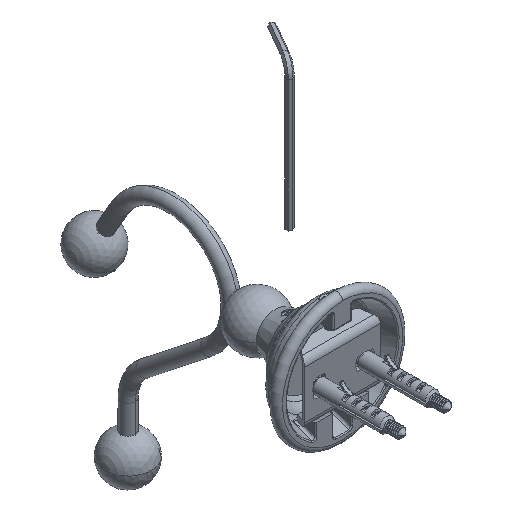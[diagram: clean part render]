
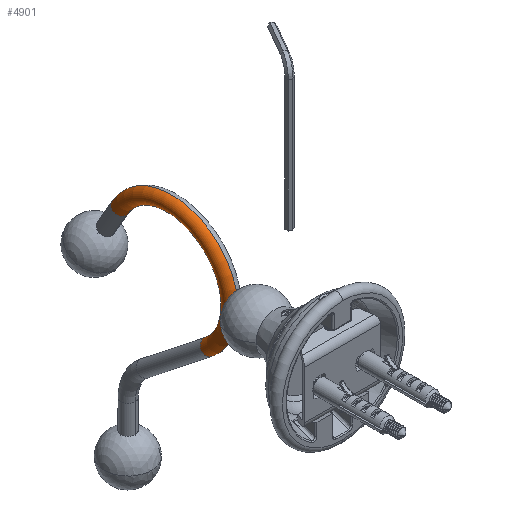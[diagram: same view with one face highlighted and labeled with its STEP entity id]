
A CAD part, isometric view. The second image highlights one B-rep face of the part: STEP entity #4901.
In plain terms, the highlighted toroidal (fillet/blend) face has major radius 25 mm and minor radius 3 mm.
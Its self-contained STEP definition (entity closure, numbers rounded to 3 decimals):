
#4729=CARTESIAN_POINT('',(30.008,0.,-25.));
#4730=DIRECTION('',(0.,-1.,0.));
#4731=DIRECTION('',(0.869,0.,0.496));
#4732=AXIS2_PLACEMENT_3D('',#4729,#4730,#4731);
#4734=CARTESIAN_POINT('',(51.721,0.,-12.609));
#4735=DIRECTION('',(-0.496,0.,0.869));
#4736=DIRECTION('',(0.869,0.,0.496));
#4737=AXIS2_PLACEMENT_3D('',#4734,#4735,#4736);
#4739=CARTESIAN_POINT('',(30.008,0.,-25.));
#4740=DIRECTION('',(0.,-1.,0.));
#4741=DIRECTION('',(0.869,0.,0.496));
#4742=AXIS2_PLACEMENT_3D('',#4739,#4740,#4741);
#4744=CARTESIAN_POINT('',(14.419,0.,-44.544));
#4745=DIRECTION('',(0.782,0.,-0.624));
#4746=DIRECTION('',(-0.624,0.,-0.782));
#4747=AXIS2_PLACEMENT_3D('',#4744,#4745,#4746);
#4814=CARTESIAN_POINT('',(54.327,0.,-11.122));
#4815=CARTESIAN_POINT('',(49.116,0.,-14.096));
#4816=VERTEX_POINT('',#4814);
#4817=VERTEX_POINT('',#4815);
#4818=CARTESIAN_POINT('',(12.548,0.,-46.89));
#4819=CARTESIAN_POINT('',(16.29,0.,-42.199));
#4820=VERTEX_POINT('',#4818);
#4821=VERTEX_POINT('',#4819);
#4889=CARTESIAN_POINT('',(30.008,0.,-25.));
#4890=DIRECTION('',(0.,-1.,0.));
#4891=DIRECTION('',(-0.869,0.,-0.496));
#4892=AXIS2_PLACEMENT_3D('',#4889,#4890,#4891);
#4893=TOROIDAL_SURFACE('',#4892,25.,3.);
#4894=ORIENTED_EDGE('',*,*,#4854,.F.);
#4895=ORIENTED_EDGE('',*,*,#4884,.T.);
#4897=ORIENTED_EDGE('',*,*,#4896,.T.);
#4898=ORIENTED_EDGE('',*,*,#4880,.F.);
#4899=EDGE_LOOP('',(#4894,#4895,#4897,#4898));
#4900=FACE_OUTER_BOUND('',#4899,.F.);
#4901=ADVANCED_FACE('',(#4900),#4893,.T.);
#4733=CIRCLE('',#4732,22.);
#4738=CIRCLE('',#4737,3.);
#4743=CIRCLE('',#4742,28.);
#4748=CIRCLE('',#4747,3.);
#4854=EDGE_CURVE('',#4816,#4817,#4738,.T.);
#4880=EDGE_CURVE('',#4817,#4821,#4733,.T.);
#4884=EDGE_CURVE('',#4816,#4820,#4743,.T.);
#4896=EDGE_CURVE('',#4820,#4821,#4748,.T.);
